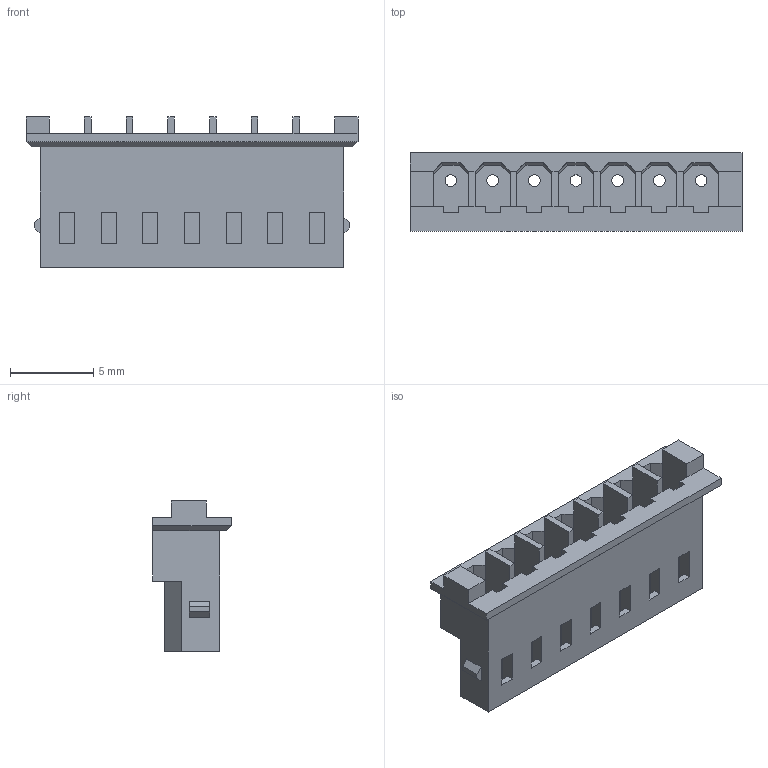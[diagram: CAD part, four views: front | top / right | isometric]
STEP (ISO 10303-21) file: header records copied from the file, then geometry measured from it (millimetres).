
FILE_DESCRIPTION( ( 'Unknown' ), '1' );
FILE_NAME( '646007113322.stp', 'Unknown', ( 'Unknown' ), ( 'Unknown' ), 'PSStep 14.0', 'Unknown', ' ' );
FILE_SCHEMA( ( 'AUTOMOTIVE_DESIGN { 1 0 10303 214 1 1 1 1 }' ) );
Length unit declared in the file: millimetre
Products named in the file (1): 1
Bounding box: 19.9 x 4.7 x 9 mm (x, y, z)
Volume: 275.3 mm3; surface area: 1050.3 mm2
Topology: 1 solids, 1 shells, 217 faces, 616 edges, 396 vertices
Faces by surface type: plane 210, cylinder 7
Full cylindrical faces by diameter (mm): 0.7 x7
Entity records: 8625 total; most frequent: CARTESIAN_POINT 1223, ORIENTED_EDGE 1218, DIRECTION 1059, EDGE_CURVE 609, LINE 595, VECTOR 595, VERTEX_POINT 396, EDGE_LOOP 247
